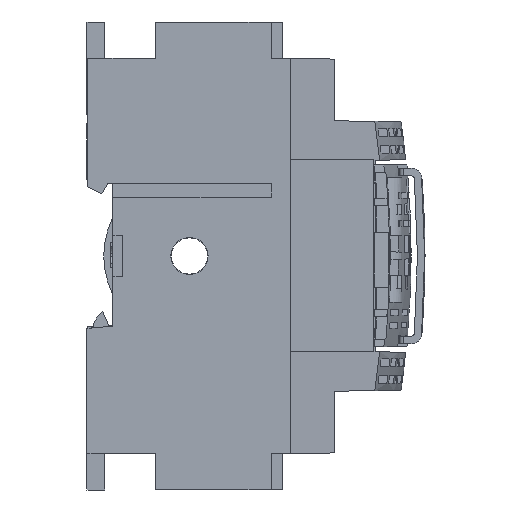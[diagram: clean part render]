
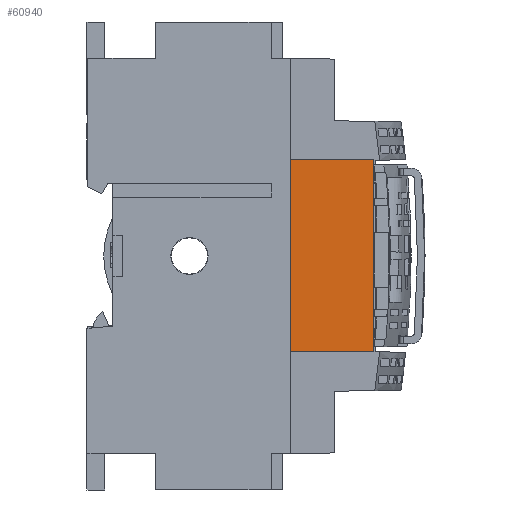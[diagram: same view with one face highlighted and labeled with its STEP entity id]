
A CAD part, front view. The second image highlights one B-rep face of the part: STEP entity #60940.
In plain terms, the highlighted planar face has unit normal (0, -1, 0).
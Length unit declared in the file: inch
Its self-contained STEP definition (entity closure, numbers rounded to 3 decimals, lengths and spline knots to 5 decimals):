
#1956 = CARTESIAN_POINT ( 'NONE',  ( -13.67119, 0.72862, -6.803 ) ) ;
#6778 = DIRECTION ( 'NONE',  ( 0., 0., 1. ) ) ;
#10688 = EDGE_CURVE ( 'NONE', #36874, #60964, #18139, .T. ) ;
#11449 = CARTESIAN_POINT ( 'NONE',  ( -14.48615, 0.72862, -6.803 ) ) ;
#18139 = LINE ( 'NONE', #58186, #48302 ) ;
#18680 = DIRECTION ( 'NONE',  ( 1., 0., 0. ) ) ;
#21524 = CARTESIAN_POINT ( 'NONE',  ( -13.67119, 0.72862, -4.92671 ) ) ;
#22031 = CARTESIAN_POINT ( 'NONE',  ( -17.69483, 0.72862, -6.803 ) ) ;
#24749 = EDGE_CURVE ( 'NONE', #37649, #41513, #35942, .T. ) ;
#25362 = EDGE_CURVE ( 'NONE', #37649, #36874, #42067, .T. ) ;
#25646 = ORIENTED_EDGE ( 'NONE', *, *, #25362, .F. ) ;
#27830 = VECTOR ( 'NONE', #6778, 39.37008 ) ;
#32694 = PLANE ( 'NONE',  #67394 ) ;
#34613 = CARTESIAN_POINT ( 'NONE',  ( -14.48615, 0.72862, -5.87147 ) ) ;
#35942 = LINE ( 'NONE', #22031, #54634 ) ;
#36874 = VERTEX_POINT ( 'NONE', #70709 ) ;
#37649 = VERTEX_POINT ( 'NONE', #11449 ) ;
#38353 = DIRECTION ( 'NONE',  ( 0., 0., -1. ) ) ;
#40276 = DIRECTION ( 'NONE',  ( 0., 0., 1. ) ) ;
#40423 = ORIENTED_EDGE ( 'NONE', *, *, #10688, .F. ) ;
#41513 = VERTEX_POINT ( 'NONE', #1956 ) ;
#42067 = LINE ( 'NONE', #34613, #59007 ) ;
#48302 = VECTOR ( 'NONE', #18680, 39.37008 ) ;
#48873 = ORIENTED_EDGE ( 'NONE', *, *, #57699, .T. ) ;
#49574 = CARTESIAN_POINT ( 'NONE',  ( -17.69483, 0.72862, -4.92671 ) ) ;
#50394 = EDGE_LOOP ( 'NONE', ( #56340, #48873, #40423, #25646 ) ) ;
#54634 = VECTOR ( 'NONE', #67518, 39.37008 ) ;
#56340 = ORIENTED_EDGE ( 'NONE', *, *, #24749, .T. ) ;
#57699 = EDGE_CURVE ( 'NONE', #41513, #60964, #71471, .T. ) ;
#57862 = CARTESIAN_POINT ( 'NONE',  ( -13.67119, 0.72862, -4.92671 ) ) ;
#58186 = CARTESIAN_POINT ( 'NONE',  ( -17.69483, 0.72862, -4.92671 ) ) ;
#59007 = VECTOR ( 'NONE', #40276, 39.37008 ) ;
#60940 = ADVANCED_FACE ( 'NONE', ( #69299 ), #32694, .T. ) ;
#60964 = VERTEX_POINT ( 'NONE', #21524 ) ;
#67394 = AXIS2_PLACEMENT_3D ( 'NONE', #49574, #72536, #38353 ) ;
#67518 = DIRECTION ( 'NONE',  ( 1., 0., 0. ) ) ;
#69299 = FACE_OUTER_BOUND ( 'NONE', #50394, .T. ) ;
#70709 = CARTESIAN_POINT ( 'NONE',  ( -14.48615, 0.72862, -4.92671 ) ) ;
#71471 = LINE ( 'NONE', #57862, #27830 ) ;
#72536 = DIRECTION ( 'NONE',  ( 0., -1., 0. ) ) ;
